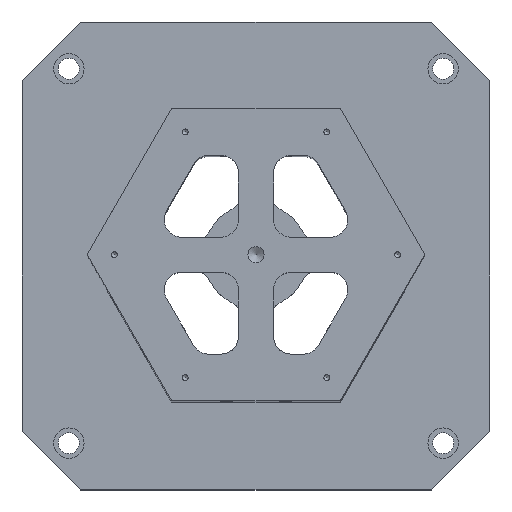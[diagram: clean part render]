
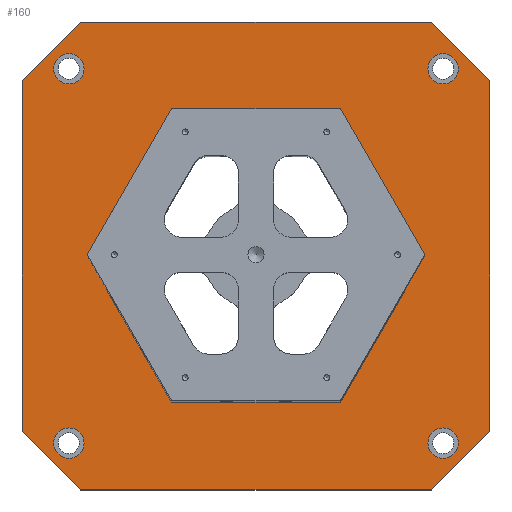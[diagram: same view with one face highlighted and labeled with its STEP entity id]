
A CAD part, top view. The second image highlights one B-rep face of the part: STEP entity #160.
In plain terms, the highlighted planar face has unit normal (0, 0, 1).
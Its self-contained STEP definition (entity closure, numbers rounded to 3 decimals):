
#160 = ADVANCED_FACE( '', ( #824, #825, #826, #827, #828, #829 ), #830, .T. );
#824 = FACE_BOUND( '', #1801, .T. );
#825 = FACE_BOUND( '', #1802, .T. );
#826 = FACE_BOUND( '', #1803, .T. );
#827 = FACE_BOUND( '', #1804, .T. );
#828 = FACE_BOUND( '', #1805, .T. );
#829 = FACE_OUTER_BOUND( '', #1806, .T. );
#830 = PLANE( '', #1807 );
#1801 = EDGE_LOOP( '', ( #3250 ) );
#1802 = EDGE_LOOP( '', ( #3251 ) );
#1803 = EDGE_LOOP( '', ( #3252 ) );
#1804 = EDGE_LOOP( '', ( #3253 ) );
#1805 = EDGE_LOOP( '', ( #3254, #3255, #3256, #3257, #3258, #3259 ) );
#1806 = EDGE_LOOP( '', ( #3260, #3261, #3262, #3263, #3264, #3265, #3266, #3267 ) );
#1807 = AXIS2_PLACEMENT_3D( '', #3268, #3269, #3270 );
#3250 = ORIENTED_EDGE( '', *, *, #4457, .T. );
#3251 = ORIENTED_EDGE( '', *, *, #4461, .T. );
#3252 = ORIENTED_EDGE( '', *, *, #4465, .T. );
#3253 = ORIENTED_EDGE( '', *, *, #4469, .T. );
#3254 = ORIENTED_EDGE( '', *, *, #4878, .F. );
#3255 = ORIENTED_EDGE( '', *, *, #4854, .F. );
#3256 = ORIENTED_EDGE( '', *, *, #4830, .F. );
#3257 = ORIENTED_EDGE( '', *, *, #4807, .F. );
#3258 = ORIENTED_EDGE( '', *, *, #4783, .F. );
#3259 = ORIENTED_EDGE( '', *, *, #4613, .F. );
#3260 = ORIENTED_EDGE( '', *, *, #4879, .T. );
#3261 = ORIENTED_EDGE( '', *, *, #4880, .T. );
#3262 = ORIENTED_EDGE( '', *, *, #4759, .T. );
#3263 = ORIENTED_EDGE( '', *, *, #4346, .T. );
#3264 = ORIENTED_EDGE( '', *, *, #4881, .T. );
#3265 = ORIENTED_EDGE( '', *, *, #4882, .T. );
#3266 = ORIENTED_EDGE( '', *, *, #4883, .T. );
#3267 = ORIENTED_EDGE( '', *, *, #4884, .T. );
#3268 = CARTESIAN_POINT( '', ( -200., -200., 50. ) );
#3269 = DIRECTION( '', ( 0., 0., 1. ) );
#3270 = DIRECTION( '', ( 1., 0., 0. ) );
#4346 = EDGE_CURVE( '', #4992, #4993, #4994, .F. );
#4457 = EDGE_CURVE( '', #5189, #5189, #5190, .T. );
#4461 = EDGE_CURVE( '', #5197, #5197, #5198, .T. );
#4465 = EDGE_CURVE( '', #5205, #5205, #5206, .T. );
#4469 = EDGE_CURVE( '', #5213, #5213, #5214, .T. );
#4613 = EDGE_CURVE( '', #5482, #5484, #5485, .T. );
#4759 = EDGE_CURVE( '', #5730, #4992, #5731, .T. );
#4783 = EDGE_CURVE( '', #5484, #5777, #5778, .T. );
#4807 = EDGE_CURVE( '', #5777, #5824, #5825, .T. );
#4830 = EDGE_CURVE( '', #5824, #5869, #5870, .T. );
#4854 = EDGE_CURVE( '', #5869, #5916, #5917, .T. );
#4878 = EDGE_CURVE( '', #5916, #5482, #5963, .T. );
#4879 = EDGE_CURVE( '', #5964, #5965, #5966, .T. );
#4880 = EDGE_CURVE( '', #5965, #5730, #5967, .F. );
#4881 = EDGE_CURVE( '', #4993, #5968, #5969, .T. );
#4882 = EDGE_CURVE( '', #5968, #5970, #5971, .F. );
#4883 = EDGE_CURVE( '', #5970, #5972, #5973, .T. );
#4884 = EDGE_CURVE( '', #5972, #5964, #5974, .F. );
#4992 = VERTEX_POINT( '', #6091 );
#4993 = VERTEX_POINT( '', #6092 );
#4994 = LINE( '', #6093, #6094 );
#5189 = VERTEX_POINT( '', #6390 );
#5190 = CIRCLE( '', #6391, 13. );
#5197 = VERTEX_POINT( '', #6398 );
#5198 = CIRCLE( '', #6399, 13. );
#5205 = VERTEX_POINT( '', #6406 );
#5206 = CIRCLE( '', #6407, 13. );
#5213 = VERTEX_POINT( '', #6414 );
#5214 = CIRCLE( '', #6415, 13. );
#5482 = VERTEX_POINT( '', #6763 );
#5484 = VERTEX_POINT( '', #6766 );
#5485 = LINE( '', #6767, #6768 );
#5730 = VERTEX_POINT( '', #7069 );
#5731 = LINE( '', #7070, #7071 );
#5777 = VERTEX_POINT( '', #7118 );
#5778 = LINE( '', #7119, #7120 );
#5824 = VERTEX_POINT( '', #7167 );
#5825 = LINE( '', #7168, #7169 );
#5869 = VERTEX_POINT( '', #7214 );
#5870 = LINE( '', #7215, #7216 );
#5916 = VERTEX_POINT( '', #7263 );
#5917 = LINE( '', #7264, #7265 );
#5963 = LINE( '', #7312, #7313 );
#5964 = VERTEX_POINT( '', #7314 );
#5965 = VERTEX_POINT( '', #7315 );
#5966 = LINE( '', #7316, #7317 );
#5967 = LINE( '', #7318, #7319 );
#5968 = VERTEX_POINT( '', #7320 );
#5969 = LINE( '', #7321, #7322 );
#5970 = VERTEX_POINT( '', #7323 );
#5971 = LINE( '', #7324, #7325 );
#5972 = VERTEX_POINT( '', #7326 );
#5973 = LINE( '', #7327, #7328 );
#5974 = LINE( '', #7329, #7330 );
#6091 = CARTESIAN_POINT( '', ( -200., -150., 50. ) );
#6092 = CARTESIAN_POINT( '', ( -150., -200., 50. ) );
#6093 = CARTESIAN_POINT( '', ( -175., -175., 50. ) );
#6094 = VECTOR( '', #7650, 1000. );
#6390 = CARTESIAN_POINT( '', ( -160., -173., 50. ) );
#6391 = AXIS2_PLACEMENT_3D( '', #7888, #7889, #7890 );
#6398 = CARTESIAN_POINT( '', ( 160., -173., 50. ) );
#6399 = AXIS2_PLACEMENT_3D( '', #7900, #7901, #7902 );
#6406 = CARTESIAN_POINT( '', ( 160., 147., 50. ) );
#6407 = AXIS2_PLACEMENT_3D( '', #7912, #7913, #7914 );
#6414 = CARTESIAN_POINT( '', ( -160., 147., 50. ) );
#6415 = AXIS2_PLACEMENT_3D( '', #7924, #7925, #7926 );
#6763 = CARTESIAN_POINT( '', ( -72.169, -125., 50. ) );
#6766 = CARTESIAN_POINT( '', ( 72.169, -125., 50. ) );
#6767 = CARTESIAN_POINT( '', ( -200., -125., 50. ) );
#6768 = VECTOR( '', #8194, 1000. );
#7069 = CARTESIAN_POINT( '', ( -200., 150., 50. ) );
#7070 = CARTESIAN_POINT( '', ( -200., 200., 50. ) );
#7071 = VECTOR( '', #8518, 1000. );
#7118 = CARTESIAN_POINT( '', ( 144.338, 0., 50. ) );
#7119 = CARTESIAN_POINT( '', ( -28.349, -299.103, 50. ) );
#7120 = VECTOR( '', #8586, 1000. );
#7167 = CARTESIAN_POINT( '', ( 72.169, 125., 50. ) );
#7168 = CARTESIAN_POINT( '', ( 144.856, -0.897, 50. ) );
#7169 = VECTOR( '', #8654, 1000. );
#7214 = CARTESIAN_POINT( '', ( -72.169, 125., 50. ) );
#7215 = CARTESIAN_POINT( '', ( -200., 125., 50. ) );
#7216 = VECTOR( '', #8719, 1000. );
#7263 = CARTESIAN_POINT( '', ( -144.338, 0., 50. ) );
#7264 = CARTESIAN_POINT( '', ( -244.856, -174.103, 50. ) );
#7265 = VECTOR( '', #8787, 1000. );
#7312 = CARTESIAN_POINT( '', ( -71.651, -125.897, 50. ) );
#7313 = VECTOR( '', #8855, 1000. );
#7314 = CARTESIAN_POINT( '', ( 150., 200., 50. ) );
#7315 = CARTESIAN_POINT( '', ( -150., 200., 50. ) );
#7316 = CARTESIAN_POINT( '', ( 200., 200., 50. ) );
#7317 = VECTOR( '', #8856, 1000. );
#7318 = CARTESIAN_POINT( '', ( -375., -25., 50. ) );
#7319 = VECTOR( '', #8857, 1000. );
#7320 = CARTESIAN_POINT( '', ( 150., -200., 50. ) );
#7321 = CARTESIAN_POINT( '', ( -200., -200., 50. ) );
#7322 = VECTOR( '', #8858, 1000. );
#7323 = CARTESIAN_POINT( '', ( 200., -150., 50. ) );
#7324 = CARTESIAN_POINT( '', ( -25., -375., 50. ) );
#7325 = VECTOR( '', #8859, 1000. );
#7326 = CARTESIAN_POINT( '', ( 200., 150., 50. ) );
#7327 = CARTESIAN_POINT( '', ( 200., -200., 50. ) );
#7328 = VECTOR( '', #8860, 1000. );
#7329 = CARTESIAN_POINT( '', ( 175., 175., 50. ) );
#7330 = VECTOR( '', #8861, 1000. );
#7650 = DIRECTION( '', ( -0.707, 0.707, 0. ) );
#7888 = CARTESIAN_POINT( '', ( -160., -160., 50. ) );
#7889 = DIRECTION( '', ( 0., 0., -1. ) );
#7890 = DIRECTION( '', ( 0., -1., 0. ) );
#7900 = CARTESIAN_POINT( '', ( 160., -160., 50. ) );
#7901 = DIRECTION( '', ( 0., 0., -1. ) );
#7902 = DIRECTION( '', ( 0., -1., 0. ) );
#7912 = CARTESIAN_POINT( '', ( 160., 160., 50. ) );
#7913 = DIRECTION( '', ( 0., 0., -1. ) );
#7914 = DIRECTION( '', ( 0., -1., 0. ) );
#7924 = CARTESIAN_POINT( '', ( -160., 160., 50. ) );
#7925 = DIRECTION( '', ( 0., 0., -1. ) );
#7926 = DIRECTION( '', ( 0., -1., 0. ) );
#8194 = DIRECTION( '', ( 1., 0., 0. ) );
#8518 = DIRECTION( '', ( 0., -1., 0. ) );
#8586 = DIRECTION( '', ( 0.5, 0.866, 0. ) );
#8654 = DIRECTION( '', ( -0.5, 0.866, 0. ) );
#8719 = DIRECTION( '', ( -1., 0., 0. ) );
#8787 = DIRECTION( '', ( -0.5, -0.866, 0. ) );
#8855 = DIRECTION( '', ( 0.5, -0.866, 0. ) );
#8856 = DIRECTION( '', ( -1., 0., 0. ) );
#8857 = DIRECTION( '', ( 0.707, 0.707, 0. ) );
#8858 = DIRECTION( '', ( 1., 0., 0. ) );
#8859 = DIRECTION( '', ( -0.707, -0.707, 0. ) );
#8860 = DIRECTION( '', ( 0., 1., 0. ) );
#8861 = DIRECTION( '', ( 0.707, -0.707, 0. ) );
